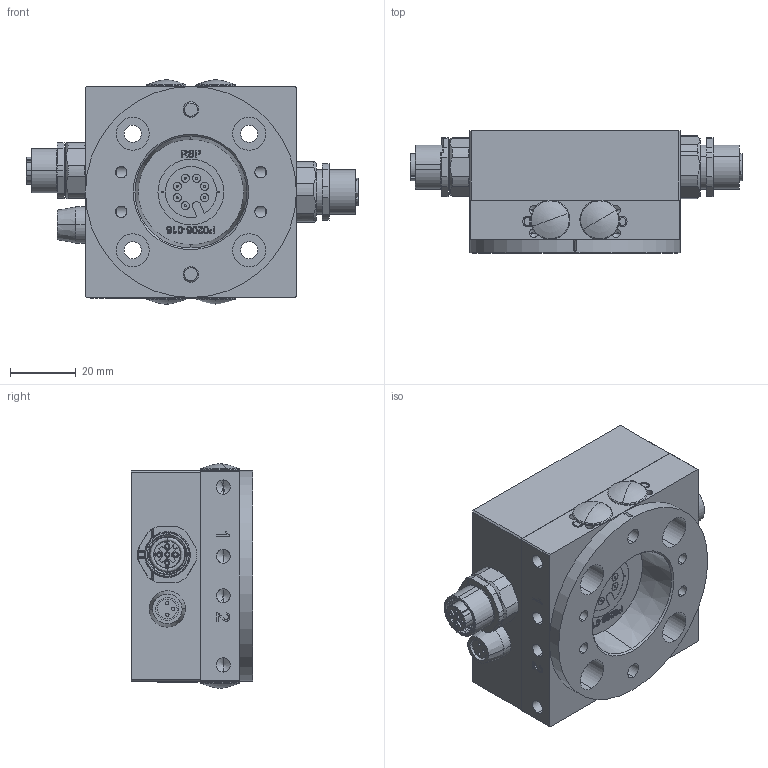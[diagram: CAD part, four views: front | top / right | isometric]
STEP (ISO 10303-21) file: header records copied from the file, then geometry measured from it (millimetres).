
FILE_DESCRIPTION (( 'STEP AP203' ), '1' );
FILE_NAME ('P1145.STEP', '2019-01-22T07:49:43', ( '' ), ( '' ), 'SwSTEP 2.0', 'SolidWorks 2017', '' );
FILE_SCHEMA (( 'CONFIG_CONTROL_DESIGN' ));
Length unit declared in the file: millimetre
Products named in the file (1): P1145
Bounding box: 100.75 x 37 x 68.2 mm (x, y, z)
Volume: 135569.6 mm3; surface area: 47573.2 mm2
Topology: 18 solids, 18 shells, 1750 faces, 4485 edges, 2859 vertices
Faces by surface type: plane 754, cylinder 451, bspline 376, cone 141, torus 28
Entity records: 75989 total; most frequent: CARTESIAN_POINT 35826, ORIENTED_EDGE 8838, DIRECTION 7225, EDGE_CURVE 4419, VERTEX_POINT 2859, LINE 2549, VECTOR 2549, AXIS2_PLACEMENT_3D 2338
